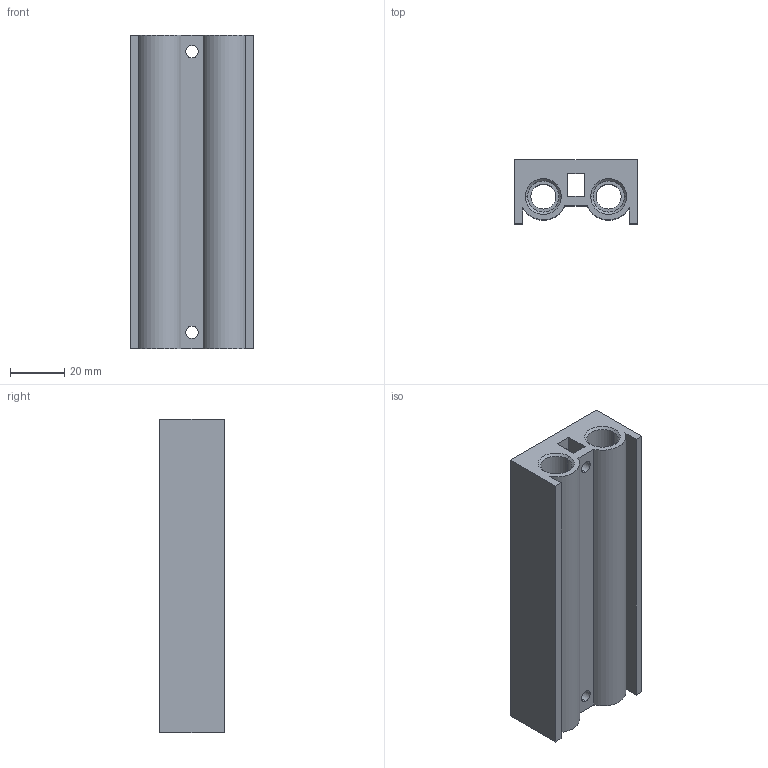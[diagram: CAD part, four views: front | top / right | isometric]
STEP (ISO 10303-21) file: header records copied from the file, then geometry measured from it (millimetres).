
FILE_DESCRIPTION (( 'STEP AP214' ), '1' );
FILE_NAME ('EMC-V32-4.STEP', '2020-04-02T08:34:01', ( '' ), ( '' ), 'SwSTEP 2.0', 'SolidWorks 2020', '' );
FILE_SCHEMA (( 'AUTOMOTIVE_DESIGN' ));
Length unit declared in the file: millimetre
Products named in the file (1): EMC-V32-4
Bounding box: 45 x 23.5 x 115 mm (x, y, z)
Volume: 76210 mm3; surface area: 31797.7 mm2
Topology: 1 solids, 1 shells, 120 faces, 294 edges, 188 vertices
Faces by surface type: cylinder 54, plane 42, cone 24
Entity records: 4184 total; most frequent: CARTESIAN_POINT 1199, DIRECTION 636, ORIENTED_EDGE 588, EDGE_CURVE 294, AXIS2_PLACEMENT_3D 253, VERTEX_POINT 188, EDGE_LOOP 162, CIRCLE 132
